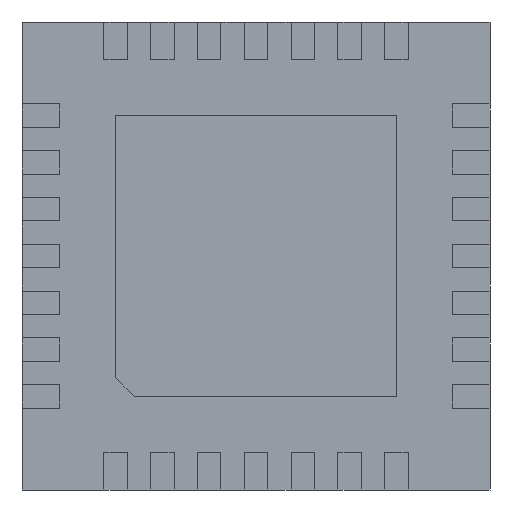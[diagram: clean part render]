
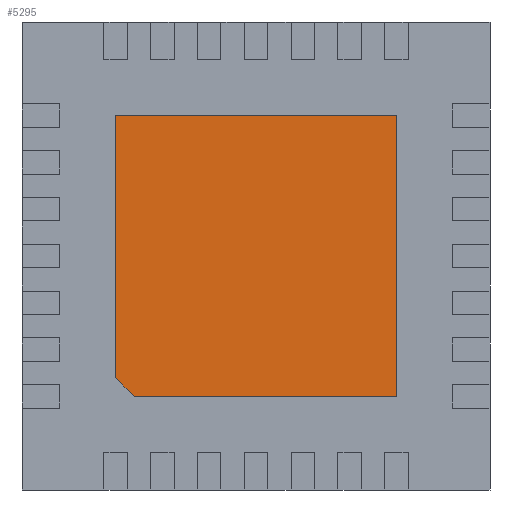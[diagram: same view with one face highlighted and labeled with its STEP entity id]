
A CAD part, front view. The second image highlights one B-rep face of the part: STEP entity #5295.
In plain terms, the highlighted planar face has unit normal (0, -1, 0).
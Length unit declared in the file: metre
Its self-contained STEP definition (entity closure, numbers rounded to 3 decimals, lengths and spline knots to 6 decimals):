
#1337=ORIENTED_EDGE('',*,*,#2140,.T.);
#1338=ORIENTED_EDGE('',*,*,#2141,.T.);
#1339=ORIENTED_EDGE('',*,*,#2142,.T.);
#1340=ORIENTED_EDGE('',*,*,#2143,.T.);
#1341=ORIENTED_EDGE('',*,*,#2144,.T.);
#2140=EDGE_CURVE('',#2647,#2648,#3332,.T.);
#2141=EDGE_CURVE('',#2648,#2649,#3333,.T.);
#2142=EDGE_CURVE('',#2649,#2650,#3334,.T.);
#2143=EDGE_CURVE('',#2650,#2651,#3335,.T.);
#2144=EDGE_CURVE('',#2651,#2647,#3336,.T.);
#2647=VERTEX_POINT('',#8733);
#2648=VERTEX_POINT('',#8734);
#2649=VERTEX_POINT('',#8736);
#2650=VERTEX_POINT('',#8738);
#2651=VERTEX_POINT('',#8740);
#3332=LINE('',#8732,#4046);
#3333=LINE('',#8735,#4047);
#3334=LINE('',#8737,#4048);
#3335=LINE('',#8739,#4049);
#3336=LINE('',#8741,#4050);
#4046=VECTOR('',#7213,1.);
#4047=VECTOR('',#7214,1.);
#4048=VECTOR('',#7215,1.);
#4049=VECTOR('',#7216,1.);
#4050=VECTOR('',#7217,1.);
#4390=EDGE_LOOP('',(#1337,#1338,#1339,#1340,#1341));
#4694=FACE_BOUND('',#4390,.T.);
#4994=PLANE('',#5961);
#5295=ADVANCED_FACE('',(#4694),#4994,.T.);
#5961=AXIS2_PLACEMENT_3D('',#8731,#7211,#7212);
#7211=DIRECTION('',(0.,-1.,0.));
#7212=DIRECTION('',(0.,0.,-1.));
#7213=DIRECTION('',(0.,0.,-1.));
#7214=DIRECTION('',(0.707,0.,-0.707));
#7215=DIRECTION('',(1.,0.,0.));
#7216=DIRECTION('',(0.,0.,1.));
#7217=DIRECTION('',(-1.,0.,0.));
#8731=CARTESIAN_POINT('',(0.,0.,0.));
#8732=CARTESIAN_POINT('',(-0.0015,0.,-0.0013));
#8733=CARTESIAN_POINT('',(-0.0015,0.,0.0015));
#8734=CARTESIAN_POINT('',(-0.0015,0.,-0.0013));
#8735=CARTESIAN_POINT('',(-0.0013,0.,-0.0015));
#8736=CARTESIAN_POINT('',(-0.0013,0.,-0.0015));
#8737=CARTESIAN_POINT('',(0.0015,0.,-0.0015));
#8738=CARTESIAN_POINT('',(0.0015,0.,-0.0015));
#8739=CARTESIAN_POINT('',(0.0015,0.,-0.0015));
#8740=CARTESIAN_POINT('',(0.0015,0.,0.0015));
#8741=CARTESIAN_POINT('',(0.0015,0.,0.0015));
